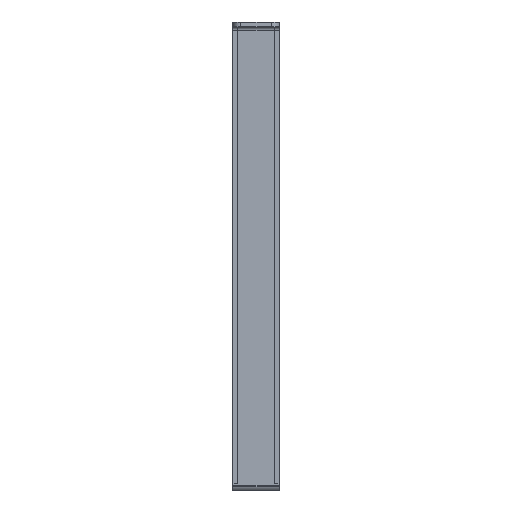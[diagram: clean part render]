
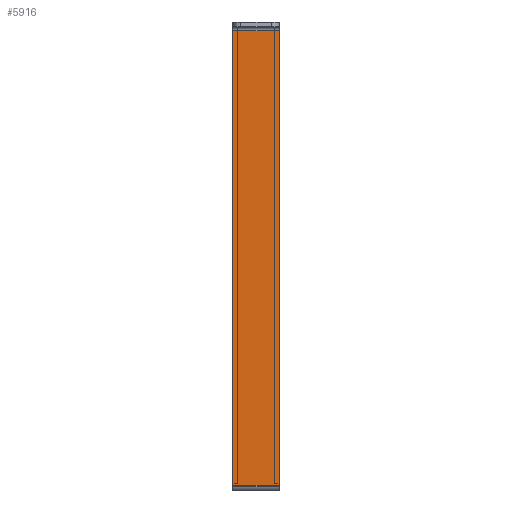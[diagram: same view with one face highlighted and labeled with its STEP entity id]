
A CAD part, left-side view. The second image highlights one B-rep face of the part: STEP entity #5916.
In plain terms, the highlighted planar face has unit normal (-1, 0, 0).
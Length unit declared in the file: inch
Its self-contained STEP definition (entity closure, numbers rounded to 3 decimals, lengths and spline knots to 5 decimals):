
#261 = CARTESIAN_POINT ( 'NONE',  ( -8.70079, 0.29528, 0. ) ) ;
#470 = LINE ( 'NONE', #261, #5514 ) ;
#848 = LINE ( 'NONE', #3694, #4634 ) ;
#1707 = EDGE_CURVE ( 'NONE', #9298, #2416, #848, .T. ) ;
#2225 = CARTESIAN_POINT ( 'NONE',  ( -8.70079, 0.29528, -0.05 ) ) ;
#2411 = DIRECTION ( 'NONE',  ( 0., 0., 1. ) ) ;
#2416 = VERTEX_POINT ( 'NONE', #11222 ) ;
#2628 = VERTEX_POINT ( 'NONE', #11632 ) ;
#3090 = VERTEX_POINT ( 'NONE', #8353 ) ;
#3200 = EDGE_CURVE ( 'NONE', #2628, #3090, #5892, .T. ) ;
#3248 = ORIENTED_EDGE ( 'NONE', *, *, #11990, .F. ) ;
#3267 = AXIS2_PLACEMENT_3D ( 'NONE', #3365, #9149, #11159 ) ;
#3365 = CARTESIAN_POINT ( 'NONE',  ( -8.70079, 0.29528, 0. ) ) ;
#3519 = LINE ( 'NONE', #11624, #4293 ) ;
#3694 = CARTESIAN_POINT ( 'NONE',  ( -8.70079, 0.29528, -5.89094 ) ) ;
#3825 = DIRECTION ( 'NONE',  ( 0., -1., 0. ) ) ;
#4202 = PLANE ( 'NONE',  #3267 ) ;
#4283 = CARTESIAN_POINT ( 'NONE',  ( -8.70079, 0.29528, -5.89094 ) ) ;
#4293 = VECTOR ( 'NONE', #9622, 39.37008 ) ;
#4634 = VECTOR ( 'NONE', #3825, 39.37008 ) ;
#5514 = VECTOR ( 'NONE', #2411, 39.37008 ) ;
#5769 = FACE_OUTER_BOUND ( 'NONE', #9739, .T. ) ;
#5892 = LINE ( 'NONE', #2225, #12003 ) ;
#5916 = ADVANCED_FACE ( 'NONE', ( #5769 ), #4202, .F. ) ;
#6155 = ORIENTED_EDGE ( 'NONE', *, *, #9815, .T. ) ;
#7175 = DIRECTION ( 'NONE',  ( 0., 1., 0. ) ) ;
#8353 = CARTESIAN_POINT ( 'NONE',  ( -8.70079, 0.29528, -0.05 ) ) ;
#9149 = DIRECTION ( 'NONE',  ( 1., 0., 0. ) ) ;
#9298 = VERTEX_POINT ( 'NONE', #4283 ) ;
#9350 = ORIENTED_EDGE ( 'NONE', *, *, #3200, .T. ) ;
#9622 = DIRECTION ( 'NONE',  ( 0., 0., 1. ) ) ;
#9739 = EDGE_LOOP ( 'NONE', ( #6155, #9350, #3248, #11364 ) ) ;
#9815 = EDGE_CURVE ( 'NONE', #2416, #2628, #3519, .T. ) ;
#11159 = DIRECTION ( 'NONE',  ( 0., 0., -1. ) ) ;
#11222 = CARTESIAN_POINT ( 'NONE',  ( -8.70079, -0.29528, -5.89094 ) ) ;
#11364 = ORIENTED_EDGE ( 'NONE', *, *, #1707, .T. ) ;
#11624 = CARTESIAN_POINT ( 'NONE',  ( -8.70079, -0.29528, 0. ) ) ;
#11632 = CARTESIAN_POINT ( 'NONE',  ( -8.70079, -0.29528, -0.05 ) ) ;
#11990 = EDGE_CURVE ( 'NONE', #9298, #3090, #470, .T. ) ;
#12003 = VECTOR ( 'NONE', #7175, 39.37008 ) ;
